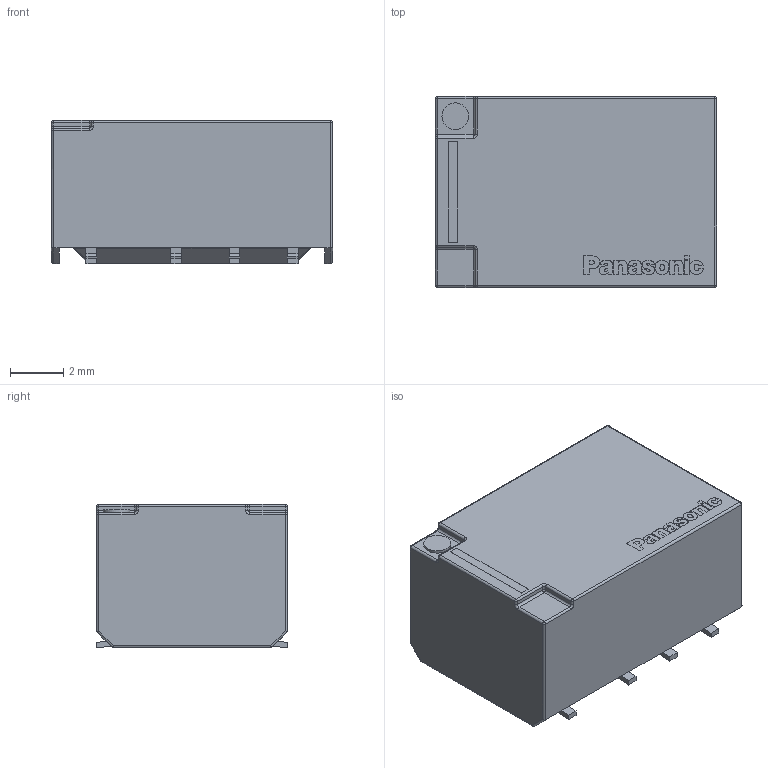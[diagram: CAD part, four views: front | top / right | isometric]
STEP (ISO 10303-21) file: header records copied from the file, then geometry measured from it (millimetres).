
FILE_DESCRIPTION(/* description */ (''),/* implementation_level */ '2;1');
FILE_NAME(/* name */ 'Panasonic AGQ200S4HZ.stp',/* time_stamp */ '2019-09-15T23:51:24-04:00',/* author */ ('Ricardo'),/* organization */ (''),/* preprocessor_version */ 'ST-DEVELOPER v18',/* originating_system */ 'Autodesk Inventor 2020',/* authorisation */ '');
FILE_SCHEMA (('AUTOMOTIVE_DESIGN { 1 0 10303 214 3 1 1 }'));
Length unit declared in the file: millimetre
Products named in the file (4): Panasonic AGQ20012; body; pins; logo
Assembly tree (3 placements, depth 2):
  Panasonic AGQ20012
    body
    pins
    logo
Bounding box: 10.6 x 7.2 x 5.4 mm (x, y, z)
Volume: 385.8 mm3; surface area: 368.5 mm2
Topology: 20 solids, 20 shells, 375 faces, 927 edges, 594 vertices
Faces by surface type: plane 167, bspline 127, cylinder 61, sphere 14, torus 6
Full cylindrical faces by diameter (mm): 1.013 x1
Entity records: 11894 total; most frequent: CARTESIAN_POINT 3530, ORIENTED_EDGE 1854, DIRECTION 1381, EDGE_CURVE 927, VERTEX_POINT 594, LINE 555, VECTOR 555, AXIS2_PLACEMENT_3D 413
